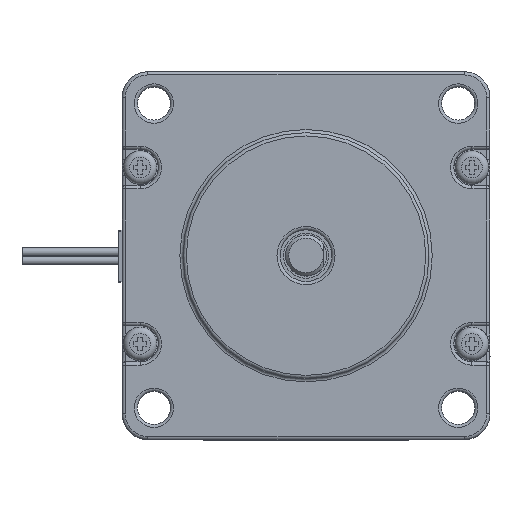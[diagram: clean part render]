
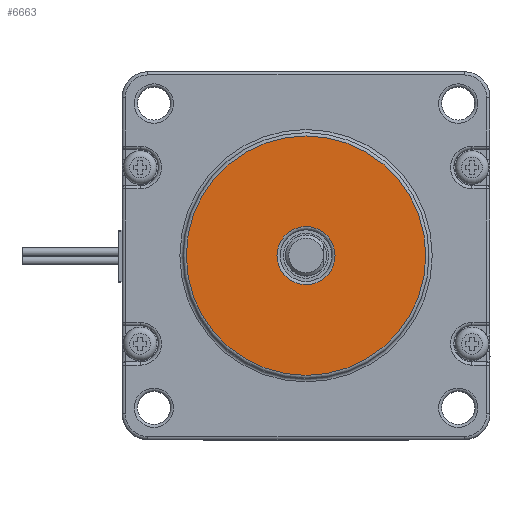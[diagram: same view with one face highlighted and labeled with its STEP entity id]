
A CAD part, top view. The second image highlights one B-rep face of the part: STEP entity #6663.
In plain terms, the highlighted planar face has unit normal (0, 0, 1).
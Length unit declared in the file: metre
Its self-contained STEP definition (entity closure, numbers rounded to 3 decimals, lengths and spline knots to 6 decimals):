
#174=PLANE('',#7881);
#3028=ORIENTED_EDGE('',*,*,#4137,.F.);
#3029=ORIENTED_EDGE('',*,*,#4138,.T.);
#4137=EDGE_CURVE('',#4782,#4782,#5214,.T.);
#4138=EDGE_CURVE('',#4783,#4783,#5215,.F.);
#4782=VERTEX_POINT('',#12989);
#4783=VERTEX_POINT('',#12996);
#5214=CIRCLE('',#7876,0.01855);
#5215=CIRCLE('',#7882,0.0045);
#5603=EDGE_LOOP('',(#3028));
#5604=EDGE_LOOP('',(#3029));
#6065=FACE_BOUND('',#5603,.T.);
#6066=FACE_BOUND('',#5604,.T.);
#6663=ADVANCED_FACE('',(#6065,#6066),#174,.T.);
#7876=AXIS2_PLACEMENT_3D('',#12988,#9660,#9661);
#7881=AXIS2_PLACEMENT_3D('',#12994,#9670,#9671);
#7882=AXIS2_PLACEMENT_3D('',#12995,#9672,#9673);
#9660=DIRECTION('',(0.,0.,-1.));
#9661=DIRECTION('',(0.,-1.,0.));
#9670=DIRECTION('',(0.,0.,1.));
#9671=DIRECTION('',(1.,0.,0.));
#9672=DIRECTION('',(0.,0.,1.));
#9673=DIRECTION('',(0.,-1.,0.));
#12988=CARTESIAN_POINT('',(0.,0.,0.0576));
#12989=CARTESIAN_POINT('',(0.,-0.01855,0.0576));
#12994=CARTESIAN_POINT('',(0.,0.,0.0576));
#12995=CARTESIAN_POINT('',(0.,0.,0.0576));
#12996=CARTESIAN_POINT('',(0.,-0.0045,0.0576));
